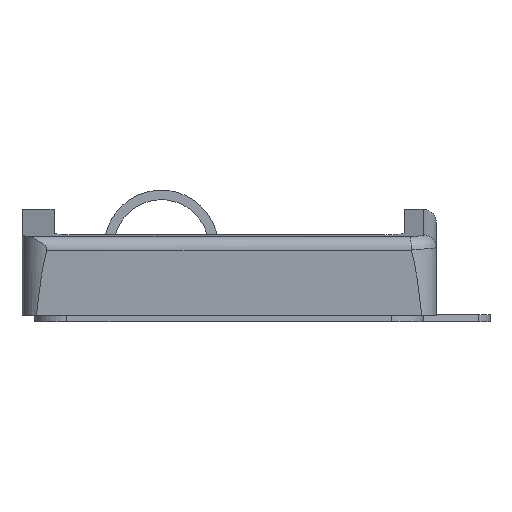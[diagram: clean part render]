
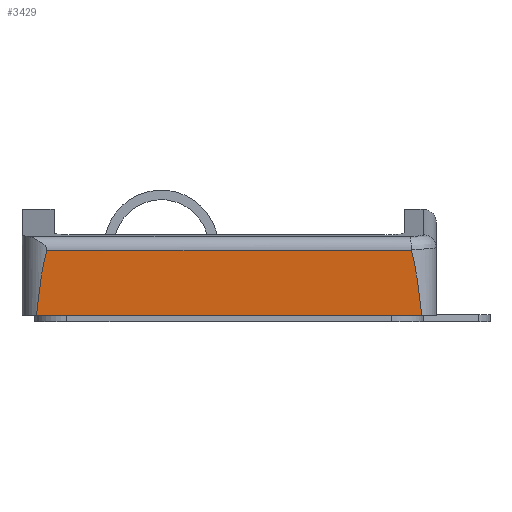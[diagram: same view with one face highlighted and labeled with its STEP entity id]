
A CAD part, front view. The second image highlights one B-rep face of the part: STEP entity #3429.
In plain terms, the highlighted planar face has unit normal (0, -0.998, -0.068).
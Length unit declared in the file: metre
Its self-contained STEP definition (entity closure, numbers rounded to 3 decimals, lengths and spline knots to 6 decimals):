
#65=ELLIPSE('',#3462,0.073536,0.005);
#66=ELLIPSE('',#3465,0.073536,0.005);
#995=ORIENTED_EDGE('',*,*,#1103,.T.);
#996=ORIENTED_EDGE('',*,*,#1535,.T.);
#997=ORIENTED_EDGE('',*,*,#1105,.T.);
#998=ORIENTED_EDGE('',*,*,#1111,.T.);
#1103=EDGE_CURVE('',#1589,#1588,#65,.T.);
#1105=EDGE_CURVE('',#1590,#1591,#66,.T.);
#1111=EDGE_CURVE('',#1591,#1589,#1911,.T.);
#1535=EDGE_CURVE('',#1588,#1590,#2294,.F.);
#1588=VERTEX_POINT('',#4635);
#1589=VERTEX_POINT('',#4637);
#1590=VERTEX_POINT('',#4641);
#1591=VERTEX_POINT('',#4642);
#1911=LINE('',#4661,#2339);
#2294=LINE('',#5691,#2722);
#2339=VECTOR('',#3741,1.);
#2722=VECTOR('',#4510,1.);
#2910=EDGE_LOOP('',(#995,#996,#997,#998));
#3104=FACE_BOUND('',#2910,.T.);
#3261=PLANE('',#3661);
#3429=ADVANCED_FACE('',(#3104),#3261,.T.);
#3462=AXIS2_PLACEMENT_3D('',#4636,#3725,#3726);
#3465=AXIS2_PLACEMENT_3D('',#4640,#3731,#3732);
#3661=AXIS2_PLACEMENT_3D('',#5690,#4508,#4509);
#3725=DIRECTION('',(0.,-0.998,-0.068));
#3726=DIRECTION('',(0.,0.068,-0.998));
#3731=DIRECTION('',(0.,-0.998,-0.068));
#3732=DIRECTION('',(0.,0.068,-0.998));
#3741=DIRECTION('',(1.,0.,0.));
#4508=DIRECTION('',(0.,-0.998,-0.068));
#4509=DIRECTION('',(0.,0.068,-0.998));
#4510=DIRECTION('',(1.,0.,0.));
#4635=CARTESIAN_POINT('',(0.028375,-0.04456,0.011143));
#4636=CARTESIAN_POINT('',(0.027231,-0.039693,-0.060276));
#4637=CARTESIAN_POINT('',(0.029981,-0.043869,0.001));
#4640=CARTESIAN_POINT('',(-0.027231,-0.039693,-0.060276));
#4641=CARTESIAN_POINT('',(-0.028375,-0.04456,0.011143));
#4642=CARTESIAN_POINT('',(-0.029981,-0.043869,0.001));
#4661=CARTESIAN_POINT('',(-0.067769,-0.043869,0.001));
#5690=CARTESIAN_POINT('',(-0.067769,-0.044281,0.007045));
#5691=CARTESIAN_POINT('',(-0.027231,-0.04456,0.011143));
